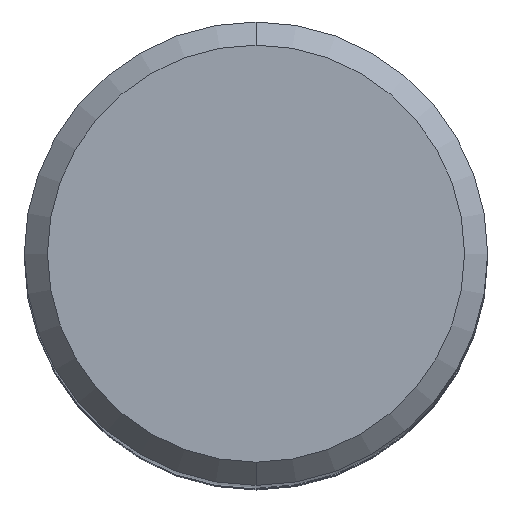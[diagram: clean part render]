
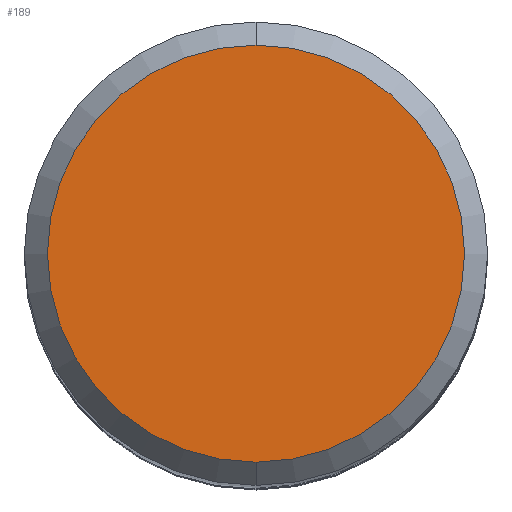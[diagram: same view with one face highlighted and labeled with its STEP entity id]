
A CAD part, top view. The second image highlights one B-rep face of the part: STEP entity #189.
In plain terms, the highlighted planar face has unit normal (0, 0, 1).
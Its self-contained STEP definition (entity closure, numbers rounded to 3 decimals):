
#151=EDGE_CURVE('',#273,#223,#389,.T.);
#189=ADVANCED_FACE('',(#435),#436,.T.);
#223=VERTEX_POINT('',#474);
#273=VERTEX_POINT('',#529);
#343=EDGE_CURVE('',#223,#273,#607,.T.);
#389=CIRCLE('',#648,7.2);
#435=FACE_OUTER_BOUND('',#704,.T.);
#436=PLANE('',#705);
#474=CARTESIAN_POINT('',(0.,-7.2,0.0));
#529=CARTESIAN_POINT('',(0.0,7.2,0.0));
#607=CIRCLE('',#926,7.2);
#648=AXIS2_PLACEMENT_3D('',#966,#967,#968);
#704=EDGE_LOOP('',(#1026,#1027));
#705=AXIS2_PLACEMENT_3D('',#1028,#1029,#1030);
#926=AXIS2_PLACEMENT_3D('',#1249,#1250,#1251);
#966=CARTESIAN_POINT('',(0.0,0.0,0.0));
#967=DIRECTION('',(0.0,0.0,-1.0));
#968=DIRECTION('',(0.0,1.0,0.0));
#1026=ORIENTED_EDGE('',*,*,#151,.F.);
#1027=ORIENTED_EDGE('',*,*,#343,.F.);
#1028=CARTESIAN_POINT('',(0.0,3.6,0.0));
#1029=DIRECTION('',(-0.0,0.0,1.0));
#1030=DIRECTION('',(0.0,-1.0,0.0));
#1249=CARTESIAN_POINT('',(0.0,0.0,0.0));
#1250=DIRECTION('',(0.0,0.0,-1.0));
#1251=DIRECTION('',(0.0,1.0,0.0));
